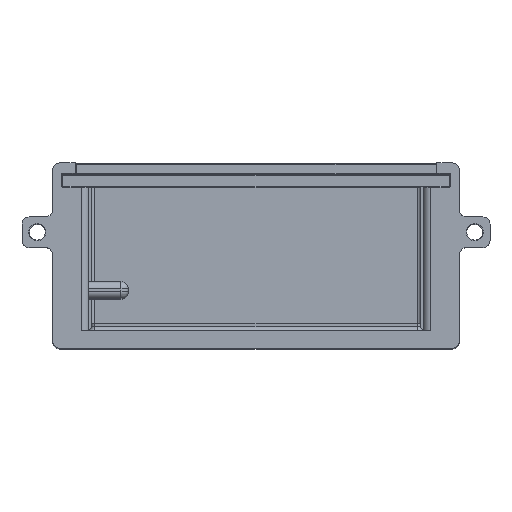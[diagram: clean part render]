
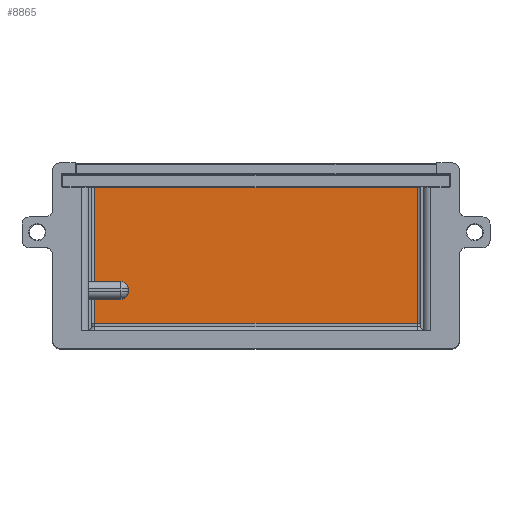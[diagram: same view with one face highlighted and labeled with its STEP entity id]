
A CAD part, top view. The second image highlights one B-rep face of the part: STEP entity #8865.
In plain terms, the highlighted planar face has unit normal (0, 0, 1).
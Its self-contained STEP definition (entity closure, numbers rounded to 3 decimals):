
#468 = DIRECTION ( 'NONE',  ( 0., -1., 0. ) ) ;
#945 = VERTEX_POINT ( 'NONE', #5695 ) ;
#1039 = ORIENTED_EDGE ( 'NONE', *, *, #4947, .T. ) ;
#1048 = FACE_OUTER_BOUND ( 'NONE', #1797, .T. ) ;
#1271 = LINE ( 'NONE', #9139, #8230 ) ;
#1413 = VECTOR ( 'NONE', #468, 1000. ) ;
#1797 = EDGE_LOOP ( 'NONE', ( #7247, #4020, #1039, #4369 ) ) ;
#1934 = DIRECTION ( 'NONE',  ( -1., 0., 0. ) ) ;
#1985 = LINE ( 'NONE', #2687, #3333 ) ;
#2444 = EDGE_CURVE ( 'NONE', #2696, #945, #1985, .T. ) ;
#2611 = CARTESIAN_POINT ( 'NONE',  ( 44.75, 20., 1.5 ) ) ;
#2630 = CARTESIAN_POINT ( 'NONE',  ( 44.75, 113.134, 1.5 ) ) ;
#2687 = CARTESIAN_POINT ( 'NONE',  ( -44.75, 113.134, 1.5 ) ) ;
#2696 = VERTEX_POINT ( 'NONE', #5267 ) ;
#3264 = DIRECTION ( 'NONE',  ( 0., 0., -1. ) ) ;
#3303 = LINE ( 'NONE', #2630, #1413 ) ;
#3333 = VECTOR ( 'NONE', #3359, 1000. ) ;
#3359 = DIRECTION ( 'NONE',  ( 0., -1., 0. ) ) ;
#3643 = CARTESIAN_POINT ( 'NONE',  ( 44.75, -18., 1.5 ) ) ;
#4020 = ORIENTED_EDGE ( 'NONE', *, *, #5606, .F. ) ;
#4369 = ORIENTED_EDGE ( 'NONE', *, *, #2444, .T. ) ;
#4783 = CARTESIAN_POINT ( 'NONE',  ( -44.75, 113.134, 1.5 ) ) ;
#4846 = LINE ( 'NONE', #6321, #6953 ) ;
#4947 = EDGE_CURVE ( 'NONE', #7354, #2696, #4846, .T. ) ;
#5267 = CARTESIAN_POINT ( 'NONE',  ( -44.75, 20., 1.5 ) ) ;
#5361 = AXIS2_PLACEMENT_3D ( 'NONE', #4783, #3264, #8250 ) ;
#5606 = EDGE_CURVE ( 'NONE', #7354, #6786, #3303, .T. ) ;
#5695 = CARTESIAN_POINT ( 'NONE',  ( -44.75, -18., 1.5 ) ) ;
#6321 = CARTESIAN_POINT ( 'NONE',  ( -44.75, 20., 1.5 ) ) ;
#6656 = EDGE_CURVE ( 'NONE', #6786, #945, #1271, .T. ) ;
#6786 = VERTEX_POINT ( 'NONE', #3643 ) ;
#6824 = PLANE ( 'NONE',  #5361 ) ;
#6953 = VECTOR ( 'NONE', #7160, 1000. ) ;
#7160 = DIRECTION ( 'NONE',  ( -1., 0., 0. ) ) ;
#7247 = ORIENTED_EDGE ( 'NONE', *, *, #6656, .F. ) ;
#7354 = VERTEX_POINT ( 'NONE', #2611 ) ;
#8230 = VECTOR ( 'NONE', #1934, 1000. ) ;
#8250 = DIRECTION ( 'NONE',  ( -1., 0., 0. ) ) ;
#8865 = ADVANCED_FACE ( 'NONE', ( #1048 ), #6824, .F. ) ;
#9139 = CARTESIAN_POINT ( 'NONE',  ( -45.75, -18., 1.5 ) ) ;
